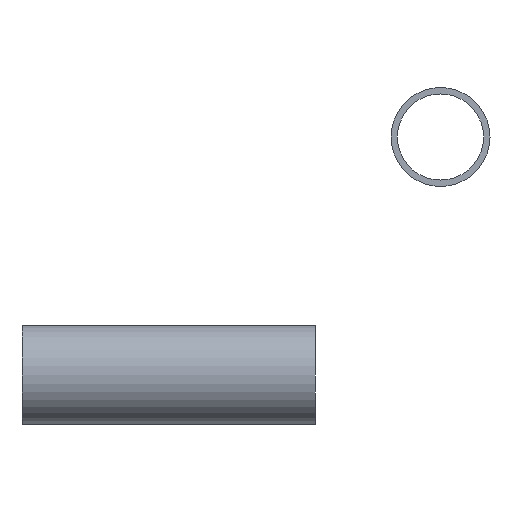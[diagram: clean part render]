
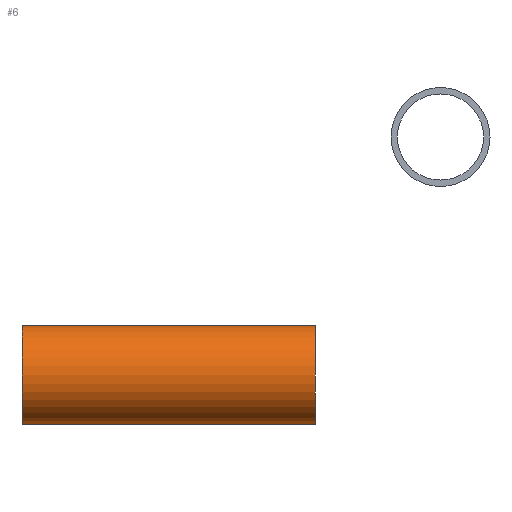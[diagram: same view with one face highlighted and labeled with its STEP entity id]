
A CAD part, front view. The second image highlights one B-rep face of the part: STEP entity #6.
In plain terms, the highlighted cylindrical face has radius 30.15 mm (diameter 60.3 mm), a partial arc.
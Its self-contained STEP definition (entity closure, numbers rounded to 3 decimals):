
#5 = VERTEX_POINT ( 'NONE', #355 ) ;
#6 = ADVANCED_FACE ( 'NONE', ( #236 ), #69, .T. ) ;
#17 = LINE ( 'NONE', #302, #328 ) ;
#41 = DIRECTION ( 'NONE',  ( 1., 0., 0. ) ) ;
#42 = LINE ( 'NONE', #209, #174 ) ;
#44 = DIRECTION ( 'NONE',  ( 0., -1., 0. ) ) ;
#69 = CYLINDRICAL_SURFACE ( 'NONE', #242, 30.15 ) ;
#89 = ORIENTED_EDGE ( 'NONE', *, *, #298, .F. ) ;
#99 = VERTEX_POINT ( 'NONE', #230 ) ;
#110 = CARTESIAN_POINT ( 'NONE',  ( -255., -260., -145. ) ) ;
#126 = CARTESIAN_POINT ( 'NONE',  ( -76.2, -260., -145. ) ) ;
#134 = ORIENTED_EDGE ( 'NONE', *, *, #391, .T. ) ;
#139 = AXIS2_PLACEMENT_3D ( 'NONE', #126, #278, #306 ) ;
#143 = DIRECTION ( 'NONE',  ( -1., 0., 0. ) ) ;
#171 = DIRECTION ( 'NONE',  ( 0., 0., -1. ) ) ;
#173 = DIRECTION ( 'NONE',  ( 1., 0., 0. ) ) ;
#174 = VECTOR ( 'NONE', #173, 1000. ) ;
#175 = DIRECTION ( 'NONE',  ( 1., 0., 0. ) ) ;
#190 = VERTEX_POINT ( 'NONE', #235 ) ;
#203 = CARTESIAN_POINT ( 'NONE',  ( -255., -260., -145. ) ) ;
#205 = EDGE_CURVE ( 'NONE', #5, #99, #325, .T. ) ;
#209 = CARTESIAN_POINT ( 'NONE',  ( -255., -260., -114.85 ) ) ;
#224 = AXIS2_PLACEMENT_3D ( 'NONE', #110, #143, #44 ) ;
#230 = CARTESIAN_POINT ( 'NONE',  ( -76.2, -260., -114.85 ) ) ;
#235 = CARTESIAN_POINT ( 'NONE',  ( -255., -260., -175.15 ) ) ;
#236 = FACE_OUTER_BOUND ( 'NONE', #287, .T. ) ;
#242 = AXIS2_PLACEMENT_3D ( 'NONE', #203, #41, #171 ) ;
#274 = CARTESIAN_POINT ( 'NONE',  ( -255., -260., -114.85 ) ) ;
#278 = DIRECTION ( 'NONE',  ( -1., 0., 0. ) ) ;
#287 = EDGE_LOOP ( 'NONE', ( #89, #316, #134, #352 ) ) ;
#288 = EDGE_CURVE ( 'NONE', #190, #378, #320, .T. ) ;
#298 = EDGE_CURVE ( 'NONE', #378, #99, #42, .T. ) ;
#302 = CARTESIAN_POINT ( 'NONE',  ( -255., -260., -175.15 ) ) ;
#306 = DIRECTION ( 'NONE',  ( 0., -1., 0. ) ) ;
#316 = ORIENTED_EDGE ( 'NONE', *, *, #288, .F. ) ;
#320 = CIRCLE ( 'NONE', #224, 30.15 ) ;
#325 = CIRCLE ( 'NONE', #139, 30.15 ) ;
#328 = VECTOR ( 'NONE', #175, 1000. ) ;
#352 = ORIENTED_EDGE ( 'NONE', *, *, #205, .T. ) ;
#355 = CARTESIAN_POINT ( 'NONE',  ( -76.2, -260., -175.15 ) ) ;
#378 = VERTEX_POINT ( 'NONE', #274 ) ;
#391 = EDGE_CURVE ( 'NONE', #190, #5, #17, .T. ) ;
